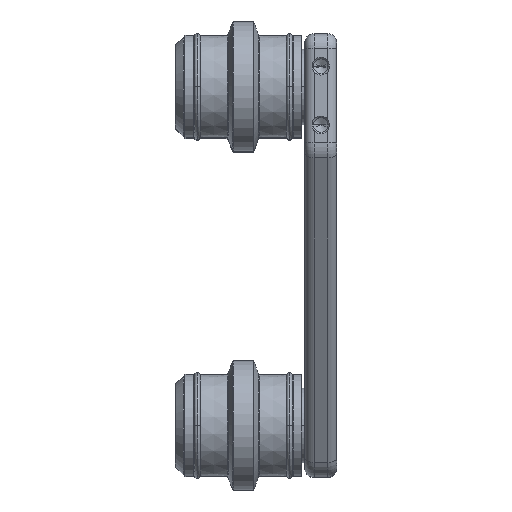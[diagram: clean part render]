
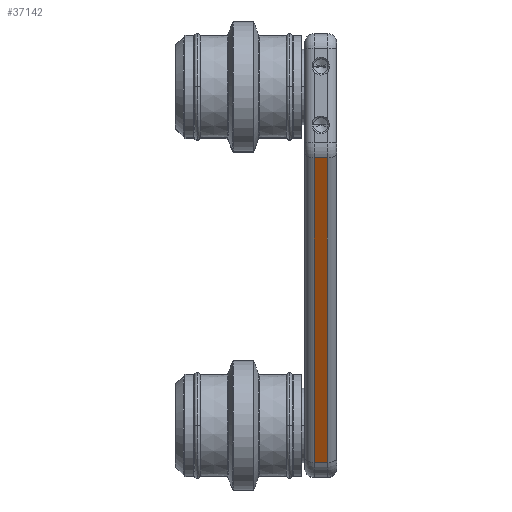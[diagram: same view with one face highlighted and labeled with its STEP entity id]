
A CAD part, top view. The second image highlights one B-rep face of the part: STEP entity #37142.
In plain terms, the highlighted planar face has unit normal (0, -0.507, 0.862).
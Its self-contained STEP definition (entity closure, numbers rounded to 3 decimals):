
#1053 = EDGE_CURVE ( 'NONE', #28179, #10661, #58168, .T. ) ;
#2109 = ORIENTED_EDGE ( 'NONE', *, *, #1053, .T. ) ;
#2200 = EDGE_LOOP ( 'NONE', ( #64588, #33866, #36787, #2109 ) ) ;
#3814 = LINE ( 'NONE', #45852, #16582 ) ;
#6261 = CARTESIAN_POINT ( 'NONE',  ( 25.5, 91.102, 119.792 ) ) ;
#6942 = CARTESIAN_POINT ( 'NONE',  ( 24.175, -12.753, 58.65 ) ) ;
#9319 = AXIS2_PLACEMENT_3D ( 'NONE', #29917, #28595, #34961 ) ;
#10158 = DIRECTION ( 'NONE',  ( -1., 0., 0. ) ) ;
#10661 = VERTEX_POINT ( 'NONE', #23275 ) ;
#13055 = CARTESIAN_POINT ( 'NONE',  ( 24.175, 91.102, 119.792 ) ) ;
#16582 = VECTOR ( 'NONE', #10158, 1000. ) ;
#16893 = DIRECTION ( 'NONE',  ( -1., 0., 0. ) ) ;
#19058 = EDGE_CURVE ( 'NONE', #37038, #28703, #48149, .T. ) ;
#23128 = VECTOR ( 'NONE', #52085, 1000. ) ;
#23275 = CARTESIAN_POINT ( 'NONE',  ( 24.175, -12.753, 58.65 ) ) ;
#24953 = CARTESIAN_POINT ( 'NONE',  ( 28.7, -12.753, 58.65 ) ) ;
#26258 = LINE ( 'NONE', #6261, #62396 ) ;
#28179 = VERTEX_POINT ( 'NONE', #13055 ) ;
#28595 = DIRECTION ( 'NONE',  ( 0., -0.507, 0.862 ) ) ;
#28703 = VERTEX_POINT ( 'NONE', #45676 ) ;
#29917 = CARTESIAN_POINT ( 'NONE',  ( 25.5, 91.102, 119.792 ) ) ;
#33866 = ORIENTED_EDGE ( 'NONE', *, *, #19058, .T. ) ;
#34624 = FACE_OUTER_BOUND ( 'NONE', #2200, .T. ) ;
#34961 = DIRECTION ( 'NONE',  ( 0., 0.862, 0.507 ) ) ;
#36454 = EDGE_CURVE ( 'NONE', #37038, #10661, #3814, .T. ) ;
#36787 = ORIENTED_EDGE ( 'NONE', *, *, #56834, .T. ) ;
#36853 = CARTESIAN_POINT ( 'NONE',  ( 28.7, 91.102, 119.792 ) ) ;
#37038 = VERTEX_POINT ( 'NONE', #24953 ) ;
#37142 = ADVANCED_FACE ( 'NONE', ( #34624 ), #65430, .T. ) ;
#45676 = CARTESIAN_POINT ( 'NONE',  ( 28.7, 91.102, 119.792 ) ) ;
#45852 = CARTESIAN_POINT ( 'NONE',  ( 25.5, -12.753, 58.65 ) ) ;
#48149 = LINE ( 'NONE', #36853, #58314 ) ;
#52085 = DIRECTION ( 'NONE',  ( 0., -0.862, -0.507 ) ) ;
#56834 = EDGE_CURVE ( 'NONE', #28703, #28179, #26258, .T. ) ;
#57285 = DIRECTION ( 'NONE',  ( 0., 0.862, 0.507 ) ) ;
#58168 = LINE ( 'NONE', #6942, #23128 ) ;
#58314 = VECTOR ( 'NONE', #57285, 1000. ) ;
#62396 = VECTOR ( 'NONE', #16893, 1000. ) ;
#64588 = ORIENTED_EDGE ( 'NONE', *, *, #36454, .F. ) ;
#65430 = PLANE ( 'NONE',  #9319 ) ;
